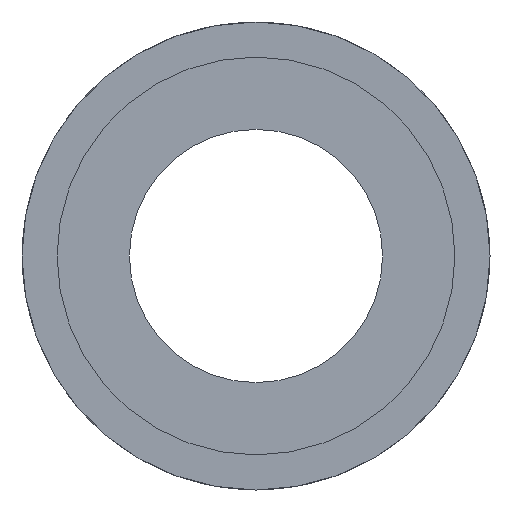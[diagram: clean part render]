
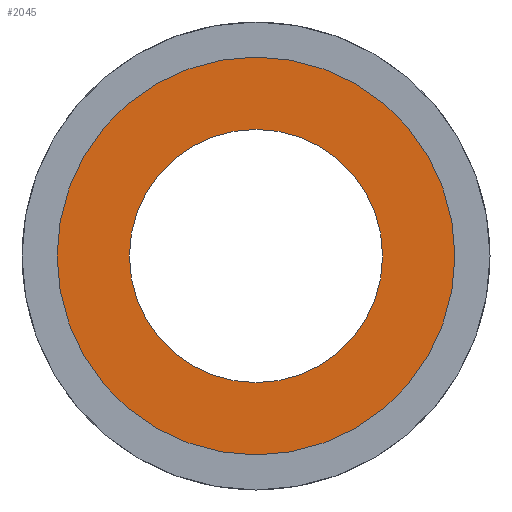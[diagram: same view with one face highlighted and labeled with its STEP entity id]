
A CAD part, left-side view. The second image highlights one B-rep face of the part: STEP entity #2045.
In plain terms, the highlighted face is planar.
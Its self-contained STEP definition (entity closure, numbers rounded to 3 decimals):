
#84 = DIRECTION ( 'NONE',  ( 0., 0., 1. ) ) ;
#181 = EDGE_LOOP ( 'NONE', ( #466 ) ) ;
#185 = AXIS2_PLACEMENT_3D ( 'NONE', #1762, #433, #84 ) ;
#229 = DIRECTION ( 'NONE',  ( 0., -1., 0. ) ) ;
#248 = EDGE_LOOP ( 'NONE', ( #622 ) ) ;
#412 = AXIS2_PLACEMENT_3D ( 'NONE', #1606, #514, #1966 ) ;
#433 = DIRECTION ( 'NONE',  ( 0., 1., 0. ) ) ;
#466 = ORIENTED_EDGE ( 'NONE', *, *, #1406, .T. ) ;
#514 = DIRECTION ( 'NONE',  ( 0., 1., 0. ) ) ;
#524 = CARTESIAN_POINT ( 'NONE',  ( 0., -3.8, -48.7 ) ) ;
#608 = FACE_OUTER_BOUND ( 'NONE', #181, .T. ) ;
#622 = ORIENTED_EDGE ( 'NONE', *, *, #1249, .T. ) ;
#954 = VERTEX_POINT ( 'NONE', #524 ) ;
#1125 = CARTESIAN_POINT ( 'NONE',  ( 0., -3.8, 0. ) ) ;
#1164 = FACE_BOUND ( 'NONE', #248, .T. ) ;
#1191 = AXIS2_PLACEMENT_3D ( 'NONE', #1125, #229, #2044 ) ;
#1249 = EDGE_CURVE ( 'NONE', #954, #954, #1670, .T. ) ;
#1406 = EDGE_CURVE ( 'NONE', #2306, #2306, #1532, .T. ) ;
#1470 = PLANE ( 'NONE',  #185 ) ;
#1532 = CIRCLE ( 'NONE', #412, 76.5 ) ;
#1606 = CARTESIAN_POINT ( 'NONE',  ( 0., -3.8, 0. ) ) ;
#1670 = CIRCLE ( 'NONE', #1191, 48.7 ) ;
#1762 = CARTESIAN_POINT ( 'NONE',  ( 0., -3.8, 0. ) ) ;
#1966 = DIRECTION ( 'NONE',  ( 0., 0., -1. ) ) ;
#2044 = DIRECTION ( 'NONE',  ( 0., 0., -1. ) ) ;
#2045 = ADVANCED_FACE ( 'NONE', ( #1164, #608 ), #1470, .T. ) ;
#2224 = CARTESIAN_POINT ( 'NONE',  ( 0., -3.8, -76.5 ) ) ;
#2306 = VERTEX_POINT ( 'NONE', #2224 ) ;
